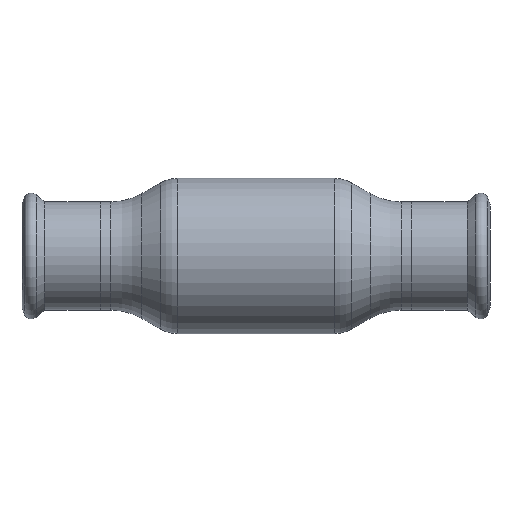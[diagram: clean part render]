
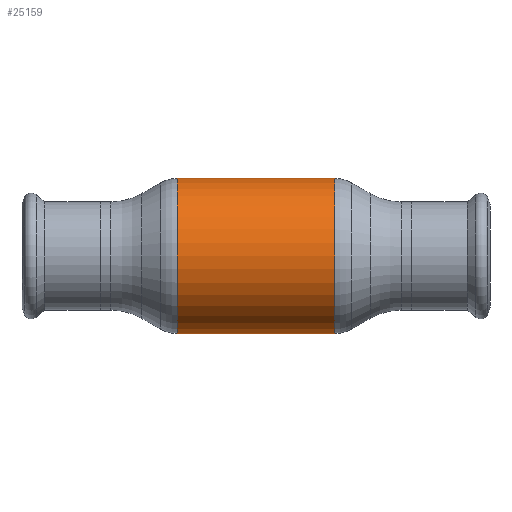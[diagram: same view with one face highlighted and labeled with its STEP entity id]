
A CAD part, front view. The second image highlights one B-rep face of the part: STEP entity #25159.
In plain terms, the highlighted cylindrical face has radius 27.5 mm (diameter 55 mm), a partial arc.
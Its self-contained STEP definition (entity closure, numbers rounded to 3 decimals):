
#172 = CARTESIAN_POINT ( 'NONE',  ( -27.785, 0., -27.5 ) ) ;
#950 = EDGE_CURVE ( 'NONE', #41397, #15952, #56195, .T. ) ;
#2507 = DIRECTION ( 'NONE',  ( 0., 0., 1. ) ) ;
#3014 = VERTEX_POINT ( 'NONE', #172 ) ;
#4005 = ORIENTED_EDGE ( 'NONE', *, *, #33433, .F. ) ;
#4031 = CARTESIAN_POINT ( 'NONE',  ( -62.69, 0., 27.5 ) ) ;
#5889 = EDGE_CURVE ( 'NONE', #3014, #17253, #33879, .T. ) ;
#6264 = CARTESIAN_POINT ( 'NONE',  ( -27.785, 0., 0. ) ) ;
#8936 = LINE ( 'NONE', #4031, #21183 ) ;
#9514 = EDGE_LOOP ( 'NONE', ( #4005, #42482, #20207, #18393 ) ) ;
#15769 = DIRECTION ( 'NONE',  ( -1., 0., 0. ) ) ;
#15952 = VERTEX_POINT ( 'NONE', #36286 ) ;
#16116 = CARTESIAN_POINT ( 'NONE',  ( -62.69, 0., 0. ) ) ;
#17006 = DIRECTION ( 'NONE',  ( -1., 0., 0. ) ) ;
#17253 = VERTEX_POINT ( 'NONE', #55333 ) ;
#18393 = ORIENTED_EDGE ( 'NONE', *, *, #5889, .F. ) ;
#18595 = VECTOR ( 'NONE', #15769, 1000. ) ;
#18817 = DIRECTION ( 'NONE',  ( -1., 0., 0. ) ) ;
#20207 = ORIENTED_EDGE ( 'NONE', *, *, #55064, .T. ) ;
#21183 = VECTOR ( 'NONE', #17006, 1000. ) ;
#21326 = CARTESIAN_POINT ( 'NONE',  ( 27.785, 0., -27.5 ) ) ;
#21897 = AXIS2_PLACEMENT_3D ( 'NONE', #16116, #45877, #25016 ) ;
#23787 = DIRECTION ( 'NONE',  ( -1., 0., 0. ) ) ;
#25016 = DIRECTION ( 'NONE',  ( 0., 0., 1. ) ) ;
#25159 = ADVANCED_FACE ( 'NONE', ( #55334 ), #33012, .T. ) ;
#33012 = CYLINDRICAL_SURFACE ( 'NONE', #21897, 27.5 ) ;
#33313 = AXIS2_PLACEMENT_3D ( 'NONE', #35679, #18817, #44812 ) ;
#33433 = EDGE_CURVE ( 'NONE', #41397, #3014, #37468, .T. ) ;
#33879 = CIRCLE ( 'NONE', #38455, 27.5 ) ;
#35679 = CARTESIAN_POINT ( 'NONE',  ( 27.785, 0., 0. ) ) ;
#36286 = CARTESIAN_POINT ( 'NONE',  ( 27.785, 0., 27.5 ) ) ;
#37468 = LINE ( 'NONE', #54959, #18595 ) ;
#38455 = AXIS2_PLACEMENT_3D ( 'NONE', #6264, #23787, #2507 ) ;
#41397 = VERTEX_POINT ( 'NONE', #21326 ) ;
#42482 = ORIENTED_EDGE ( 'NONE', *, *, #950, .T. ) ;
#44812 = DIRECTION ( 'NONE',  ( 0., 0., 1. ) ) ;
#45877 = DIRECTION ( 'NONE',  ( -1., 0., 0. ) ) ;
#54959 = CARTESIAN_POINT ( 'NONE',  ( -62.69, 0., -27.5 ) ) ;
#55064 = EDGE_CURVE ( 'NONE', #15952, #17253, #8936, .T. ) ;
#55333 = CARTESIAN_POINT ( 'NONE',  ( -27.785, 0., 27.5 ) ) ;
#55334 = FACE_OUTER_BOUND ( 'NONE', #9514, .T. ) ;
#56195 = CIRCLE ( 'NONE', #33313, 27.5 ) ;
